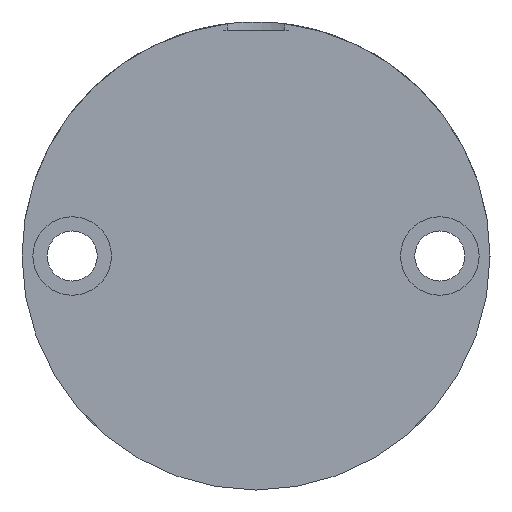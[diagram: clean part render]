
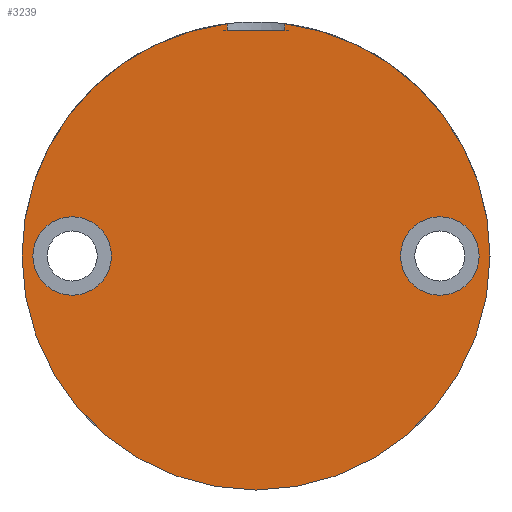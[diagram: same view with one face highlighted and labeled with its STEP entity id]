
A CAD part, left-side view. The second image highlights one B-rep face of the part: STEP entity #3239.
In plain terms, the highlighted face is planar.
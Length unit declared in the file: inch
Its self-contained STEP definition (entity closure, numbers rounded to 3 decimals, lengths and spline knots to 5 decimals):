
#19 = CARTESIAN_POINT ( 'NONE',  ( 0., 0.34, 0. ) ) ;
#36 = CARTESIAN_POINT ( 'NONE',  ( -0.23491, 0.34, -0.06938 ) ) ;
#55 = CIRCLE ( 'NONE', #1864, 0.094 ) ;
#88 = DIRECTION ( 'NONE',  ( 0., 1., 0. ) ) ;
#133 = FACE_BOUND ( 'NONE', #3168, .T. ) ;
#135 = CIRCLE ( 'NONE', #3372, 0.094 ) ;
#137 = CARTESIAN_POINT ( 'NONE',  ( 0., 0.34, 0.346 ) ) ;
#171 = DIRECTION ( 'NONE',  ( 0., 1., 0. ) ) ;
#242 = VECTOR ( 'NONE', #2788, 39.37008 ) ;
#253 = CIRCLE ( 'NONE', #2738, 0.56 ) ;
#271 = LINE ( 'NONE', #1580, #242 ) ;
#292 = DIRECTION ( 'NONE',  ( 0., 0., 1. ) ) ;
#316 = CIRCLE ( 'NONE', #1753, 0.56 ) ;
#396 = LINE ( 'NONE', #2277, #1883 ) ;
#505 = EDGE_CURVE ( 'NONE', #3208, #2980, #543, .T. ) ;
#543 = CIRCLE ( 'NONE', #2893, 0.094 ) ;
#654 = DIRECTION ( 'NONE',  ( 0., 1., 0. ) ) ;
#768 = ORIENTED_EDGE ( 'NONE', *, *, #2761, .T. ) ;
#780 = CARTESIAN_POINT ( 'NONE',  ( 0., 0.34, -0.44 ) ) ;
#781 = ORIENTED_EDGE ( 'NONE', *, *, #1039, .F. ) ;
#794 = ORIENTED_EDGE ( 'NONE', *, *, #1878, .T. ) ;
#803 = FACE_OUTER_BOUND ( 'NONE', #2273, .T. ) ;
#819 = ORIENTED_EDGE ( 'NONE', *, *, #3300, .T. ) ;
#834 = ORIENTED_EDGE ( 'NONE', *, *, #2242, .F. ) ;
#837 = ORIENTED_EDGE ( 'NONE', *, *, #1633, .F. ) ;
#870 = LINE ( 'NONE', #36, #1760 ) ;
#895 = CARTESIAN_POINT ( 'NONE',  ( -0.54, 0.34, -0.06938 ) ) ;
#954 = DIRECTION ( 'NONE',  ( 0., 0., 1. ) ) ;
#1039 = EDGE_CURVE ( 'NONE', #3220, #3604, #271, .T. ) ;
#1105 = DIRECTION ( 'NONE',  ( 0., 0., 1. ) ) ;
#1154 = CIRCLE ( 'NONE', #1714, 0.094 ) ;
#1249 = ORIENTED_EDGE ( 'NONE', *, *, #3809, .F. ) ;
#1264 = CARTESIAN_POINT ( 'NONE',  ( 0., 0.34, -0.44 ) ) ;
#1274 = ORIENTED_EDGE ( 'NONE', *, *, #3522, .F. ) ;
#1343 = AXIS2_PLACEMENT_3D ( 'NONE', #3510, #1729, #3811 ) ;
#1364 = DIRECTION ( 'NONE',  ( 0., 1., 0. ) ) ;
#1395 = ORIENTED_EDGE ( 'NONE', *, *, #505, .F. ) ;
#1514 = CARTESIAN_POINT ( 'NONE',  ( -0.55569, 0.34, -0.06938 ) ) ;
#1540 = CARTESIAN_POINT ( 'NONE',  ( 0., 0.34, 0.56 ) ) ;
#1580 = CARTESIAN_POINT ( 'NONE',  ( -0.23491, 0.34, 0.06938 ) ) ;
#1633 = EDGE_CURVE ( 'NONE', #3604, #3401, #396, .T. ) ;
#1714 = AXIS2_PLACEMENT_3D ( 'NONE', #1941, #171, #2245 ) ;
#1720 = CARTESIAN_POINT ( 'NONE',  ( 0., 0.34, 0. ) ) ;
#1729 = DIRECTION ( 'NONE',  ( 0., -1., 0. ) ) ;
#1753 = AXIS2_PLACEMENT_3D ( 'NONE', #1720, #3803, #2023 ) ;
#1760 = VECTOR ( 'NONE', #2412, 39.37008 ) ;
#1858 = CARTESIAN_POINT ( 'NONE',  ( 0., 0.34, 0.44 ) ) ;
#1864 = AXIS2_PLACEMENT_3D ( 'NONE', #1858, #88, #2158 ) ;
#1870 = EDGE_CURVE ( 'NONE', #3736, #3285, #1154, .T. ) ;
#1878 = EDGE_CURVE ( 'NONE', #3076, #3073, #253, .T. ) ;
#1883 = VECTOR ( 'NONE', #2649, 39.37008 ) ;
#1941 = CARTESIAN_POINT ( 'NONE',  ( 0., 0.34, 0.44 ) ) ;
#2022 = CARTESIAN_POINT ( 'NONE',  ( 0., 0.34, -0.534 ) ) ;
#2023 = DIRECTION ( 'NONE',  ( 0., 0., 1. ) ) ;
#2079 = DIRECTION ( 'NONE',  ( 0., 1., 0. ) ) ;
#2158 = DIRECTION ( 'NONE',  ( 0., 0., 1. ) ) ;
#2221 = CIRCLE ( 'NONE', #2546, 0.56 ) ;
#2242 = EDGE_CURVE ( 'NONE', #3401, #3026, #870, .T. ) ;
#2245 = DIRECTION ( 'NONE',  ( 0., 0., 1. ) ) ;
#2273 = EDGE_LOOP ( 'NONE', ( #781, #768, #794, #819, #834, #837 ) ) ;
#2277 = CARTESIAN_POINT ( 'NONE',  ( -0.54, 0.34, 0. ) ) ;
#2376 = EDGE_LOOP ( 'NONE', ( #1274, #2499 ) ) ;
#2412 = DIRECTION ( 'NONE',  ( -1., 0., 0. ) ) ;
#2422 = FACE_BOUND ( 'NONE', #2376, .T. ) ;
#2499 = ORIENTED_EDGE ( 'NONE', *, *, #1870, .F. ) ;
#2546 = AXIS2_PLACEMENT_3D ( 'NONE', #19, #2079, #292 ) ;
#2649 = DIRECTION ( 'NONE',  ( 0., 0., -1. ) ) ;
#2738 = AXIS2_PLACEMENT_3D ( 'NONE', #3130, #1364, #3432 ) ;
#2761 = EDGE_CURVE ( 'NONE', #3220, #3076, #316, .T. ) ;
#2788 = DIRECTION ( 'NONE',  ( 1., 0., 0. ) ) ;
#2887 = DIRECTION ( 'NONE',  ( 0., 1., 0. ) ) ;
#2893 = AXIS2_PLACEMENT_3D ( 'NONE', #1264, #654, #954 ) ;
#2932 = PLANE ( 'NONE',  #1343 ) ;
#2966 = CARTESIAN_POINT ( 'NONE',  ( 0., 0.34, -0.346 ) ) ;
#2980 = VERTEX_POINT ( 'NONE', #2966 ) ;
#3026 = VERTEX_POINT ( 'NONE', #1514 ) ;
#3073 = VERTEX_POINT ( 'NONE', #3617 ) ;
#3076 = VERTEX_POINT ( 'NONE', #1540 ) ;
#3130 = CARTESIAN_POINT ( 'NONE',  ( 0., 0.34, 0. ) ) ;
#3168 = EDGE_LOOP ( 'NONE', ( #1249, #1395 ) ) ;
#3208 = VERTEX_POINT ( 'NONE', #2022 ) ;
#3212 = CARTESIAN_POINT ( 'NONE',  ( -0.55569, 0.34, 0.06938 ) ) ;
#3220 = VERTEX_POINT ( 'NONE', #3212 ) ;
#3239 = ADVANCED_FACE ( 'PLANAR_0', ( #133, #2422, #803 ), #2932, .F. ) ;
#3285 = VERTEX_POINT ( 'NONE', #3534 ) ;
#3300 = EDGE_CURVE ( 'NONE', #3073, #3026, #2221, .T. ) ;
#3372 = AXIS2_PLACEMENT_3D ( 'NONE', #780, #2887, #1105 ) ;
#3401 = VERTEX_POINT ( 'NONE', #895 ) ;
#3432 = DIRECTION ( 'NONE',  ( 0., 0., 1. ) ) ;
#3510 = CARTESIAN_POINT ( 'NONE',  ( 0., 0.34, 0. ) ) ;
#3522 = EDGE_CURVE ( 'NONE', #3285, #3736, #55, .T. ) ;
#3534 = CARTESIAN_POINT ( 'NONE',  ( 0., 0.34, 0.534 ) ) ;
#3604 = VERTEX_POINT ( 'NONE', #3636 ) ;
#3617 = CARTESIAN_POINT ( 'NONE',  ( 0., 0.34, -0.56 ) ) ;
#3636 = CARTESIAN_POINT ( 'NONE',  ( -0.54, 0.34, 0.06938 ) ) ;
#3736 = VERTEX_POINT ( 'NONE', #137 ) ;
#3803 = DIRECTION ( 'NONE',  ( 0., 1., 0. ) ) ;
#3809 = EDGE_CURVE ( 'NONE', #2980, #3208, #135, .T. ) ;
#3811 = DIRECTION ( 'NONE',  ( 0., 0., -1. ) ) ;
